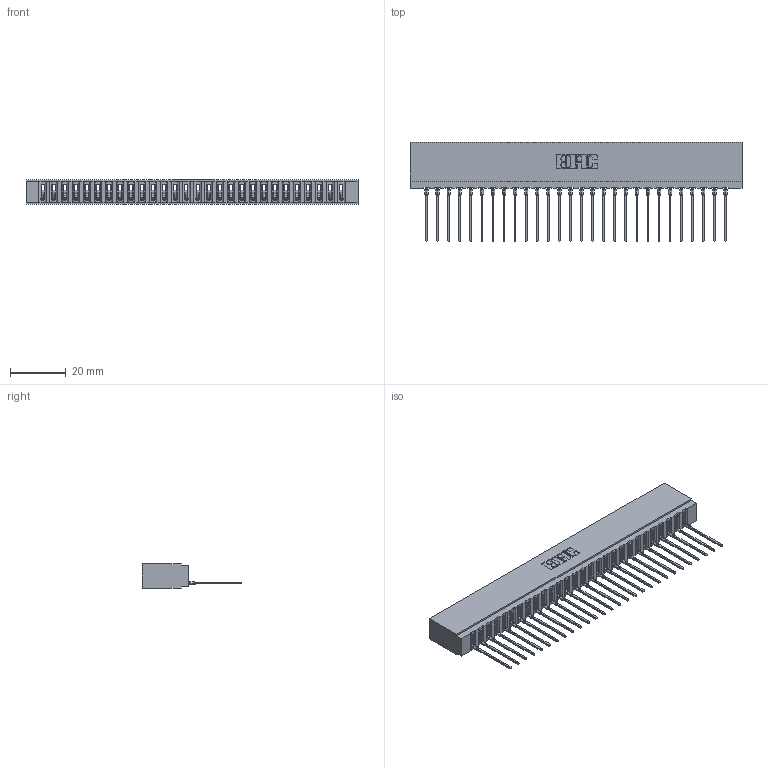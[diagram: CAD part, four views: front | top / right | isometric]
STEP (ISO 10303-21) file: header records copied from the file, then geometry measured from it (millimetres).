
FILE_DESCRIPTION (( 'STEP AP203' ), '1' );
FILE_NAME ('737-028-541-101.STEP', '2026-02-24T22:43:25', ( '' ), ( '' ), 'SwSTEP 2.0', 'SolidWorks 2023', '' );
FILE_SCHEMA (( 'CONFIG_CONTROL_DESIGN' ));
Length unit declared in the file: millimetre
Products named in the file (3): 737 Part_Insulator Option - 01; 737-028-541-101; 745-292-001_541
Assembly tree (29 placements, depth 2):
  737-028-541-101
    737 Part_Insulator Option - 01
    745-292-001_541  x28
Bounding box: 118.82 x 35.45 x 8.89 mm (x, y, z)
Volume: 11634.7 mm3; surface area: 16292.1 mm2
Topology: 29 solids, 29 shells, 3258 faces, 8963 edges, 5658 vertices
Faces by surface type: plane 1958, cylinder 572, bspline 560, torus 168
Entity records: 49045 total; most frequent: CARTESIAN_POINT 9149, ORIENTED_EDGE 8584, DIRECTION 7448, EDGE_CURVE 4292, LINE 3942, VECTOR 3942, VERTEX_POINT 2742, AXIS2_PLACEMENT_3D 1753
